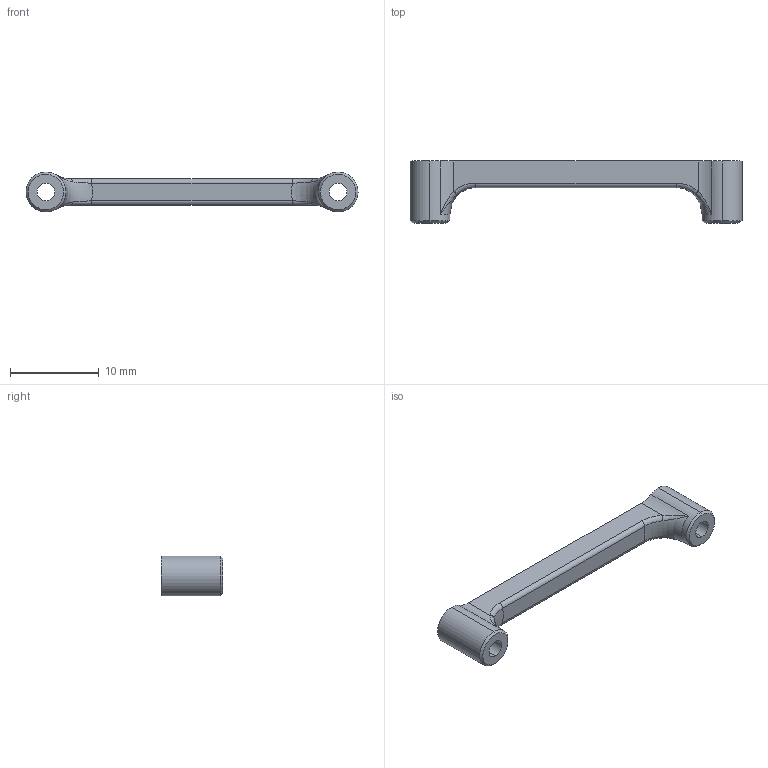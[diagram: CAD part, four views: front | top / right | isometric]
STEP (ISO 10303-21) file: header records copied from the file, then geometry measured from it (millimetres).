
FILE_DESCRIPTION (( 'STEP AP214' ), '1' );
FILE_NAME ('Mounting_Bracket_A.STEP', '2024-02-23T18:32:55', ( '' ), ( '' ), 'SwSTEP 2.0', 'SolidWorks 2020', '' );
FILE_SCHEMA (( 'AUTOMOTIVE_DESIGN' ));
Length unit declared in the file: millimetre
Products named in the file (1): Mounting_Bracket_A
Bounding box: 37.5 x 7 x 4.5 mm (x, y, z)
Volume: 448.8 mm3; surface area: 651.8 mm2
Topology: 1 solids, 1 shells, 34 faces, 84 edges, 48 vertices
Faces by surface type: cylinder 14, bspline 8, plane 6, cone 4, torus 2
Entity records: 1212 total; most frequent: CARTESIAN_POINT 423, ORIENTED_EDGE 160, DIRECTION 156, EDGE_CURVE 80, AXIS2_PLACEMENT_3D 65, VERTEX_POINT 48, CIRCLE 38, EDGE_LOOP 38
